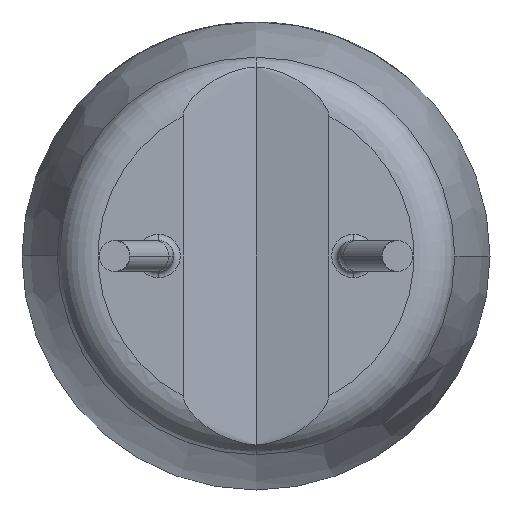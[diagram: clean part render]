
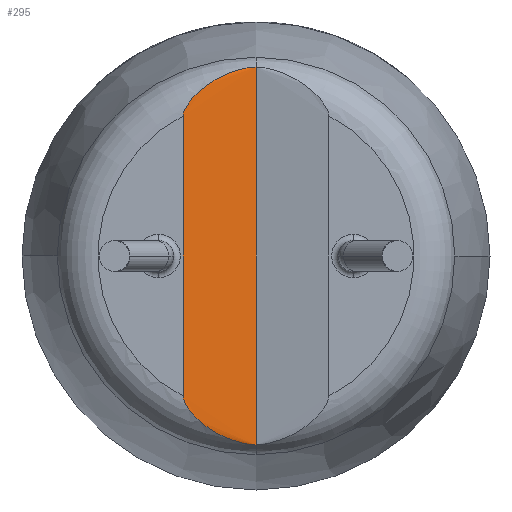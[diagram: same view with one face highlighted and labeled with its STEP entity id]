
A CAD part, front view. The second image highlights one B-rep face of the part: STEP entity #295.
In plain terms, the highlighted free-form (B-spline) face has degree [3, 1] with [4, 2] control points.
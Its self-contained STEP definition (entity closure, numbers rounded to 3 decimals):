
#5 = VERTEX_POINT ( 'NONE', #1474 ) ;
#70 = EDGE_CURVE ( 'NONE', #5, #722, #1619, .T. ) ;
#124 = CARTESIAN_POINT ( 'NONE',  ( -0.14, 0.238, -3.381 ) ) ;
#142 = CARTESIAN_POINT ( 'NONE',  ( -1.007, 0.062, -2.976 ) ) ;
#226 = CARTESIAN_POINT ( 'NONE',  ( -0.343, 0.205, 3.333 ) ) ;
#295 = ADVANCED_FACE ( 'NONE', ( #2203 ), #353, .F. ) ;
#341 = CARTESIAN_POINT ( 'NONE',  ( -1.308, 0., 2.516 ) ) ;
#353 = B_SPLINE_SURFACE_WITH_KNOTS ( 'NONE', 3, 1, ( 
 ( #3082, #1008 ),
 ( #3924, #976 ),
 ( #3529, #1318 ),
 ( #2465, #1305 ) ),
 .UNSPECIFIED., .F., .F., .F.,
 ( 4, 4 ),
 ( 2, 2 ),
 ( 0., 1. ),
 ( 0., 1. ),
 .UNSPECIFIED. ) ;
#386 = VECTOR ( 'NONE', #1681, 1000. ) ;
#440 = CARTESIAN_POINT ( 'NONE',  ( -1.308, 0., -4.2 ) ) ;
#481 = CARTESIAN_POINT ( 'NONE',  ( -0.539, 0.167, -3.266 ) ) ;
#586 = CARTESIAN_POINT ( 'NONE',  ( -0.276, 0.218, 3.352 ) ) ;
#684 = CARTESIAN_POINT ( 'NONE',  ( 0., 0.25, 3.393 ) ) ;
#722 = VERTEX_POINT ( 'NONE', #1606 ) ;
#844 = CARTESIAN_POINT ( 'NONE',  ( -1.27, 0.007, -2.651 ) ) ;
#872 = CARTESIAN_POINT ( 'NONE',  ( -0.344, 0.205, -3.333 ) ) ;
#904 = CARTESIAN_POINT ( 'NONE',  ( -0.277, 0.217, -3.352 ) ) ;
#928 = CARTESIAN_POINT ( 'NONE',  ( -0.071, 0.248, 3.391 ) ) ;
#967 = CARTESIAN_POINT ( 'NONE',  ( -1.196, 0.021, 2.77 ) ) ;
#976 = CARTESIAN_POINT ( 'NONE',  ( -0.312, 0.24, 3.434 ) ) ;
#1008 = CARTESIAN_POINT ( 'NONE',  ( 0., 0.25, 3.434 ) ) ;
#1305 = CARTESIAN_POINT ( 'NONE',  ( -1.308, 0., 3.434 ) ) ;
#1306 = CARTESIAN_POINT ( 'NONE',  ( -0.539, 0.167, 3.266 ) ) ;
#1318 = CARTESIAN_POINT ( 'NONE',  ( -0.999, 0.053, 3.434 ) ) ;
#1467 = VERTEX_POINT ( 'NONE', #684 ) ;
#1474 = CARTESIAN_POINT ( 'NONE',  ( -1.308, 0., -2.516 ) ) ;
#1606 = CARTESIAN_POINT ( 'NONE',  ( -1.308, 0., 2.516 ) ) ;
#1619 = LINE ( 'NONE', #440, #3244 ) ;
#1662 = CARTESIAN_POINT ( 'NONE',  ( 0., 0.25, -4.2 ) ) ;
#1681 = DIRECTION ( 'NONE',  ( 0., 0., 1. ) ) ;
#1694 = CARTESIAN_POINT ( 'NONE',  ( -1.007, 0.062, 2.977 ) ) ;
#1730 = B_SPLINE_CURVE_WITH_KNOTS ( 'NONE', 3,
 ( #3751, #1928, #3853, #844, #1958, #3077, #2679, #142, #3094, #2713, #481, #872, #904, #124, #3488, #3807 ),
 .UNSPECIFIED., .F., .F.,
 ( 4, 2, 2, 2, 2, 2, 2, 4 ),
 ( 0., 0., 0., 0., 0.001, 0.001, 0.001, 0.002 ),
 .UNSPECIFIED. ) ;
#1900 = ORIENTED_EDGE ( 'NONE', *, *, #4687, .T. ) ;
#1928 = CARTESIAN_POINT ( 'NONE',  ( -1.308, 0., -2.552 ) ) ;
#1958 = CARTESIAN_POINT ( 'NONE',  ( -1.252, 0.01, -2.682 ) ) ;
#2024 = ORIENTED_EDGE ( 'NONE', *, *, #4216, .T. ) ;
#2073 = EDGE_CURVE ( 'NONE', #5, #3130, #1730, .T. ) ;
#2095 = CARTESIAN_POINT ( 'NONE',  ( -1.252, 0.01, 2.682 ) ) ;
#2153 = CARTESIAN_POINT ( 'NONE',  ( 0., 0.25, -3.393 ) ) ;
#2203 = FACE_OUTER_BOUND ( 'NONE', #3383, .T. ) ;
#2432 = CARTESIAN_POINT ( 'NONE',  ( -1.151, 0.031, 2.824 ) ) ;
#2465 = CARTESIAN_POINT ( 'NONE',  ( -1.308, 0., -3.434 ) ) ;
#2467 = CARTESIAN_POINT ( 'NONE',  ( -1.27, 0.007, 2.651 ) ) ;
#2679 = CARTESIAN_POINT ( 'NONE',  ( -1.151, 0.031, -2.825 ) ) ;
#2713 = CARTESIAN_POINT ( 'NONE',  ( -0.663, 0.14, -3.208 ) ) ;
#2807 = CARTESIAN_POINT ( 'NONE',  ( -1.297, 0.002, 2.586 ) ) ;
#3077 = CARTESIAN_POINT ( 'NONE',  ( -1.196, 0.021, -2.77 ) ) ;
#3082 = CARTESIAN_POINT ( 'NONE',  ( 0., 0.25, -3.434 ) ) ;
#3094 = CARTESIAN_POINT ( 'NONE',  ( -0.898, 0.087, -3.062 ) ) ;
#3130 = VERTEX_POINT ( 'NONE', #2153 ) ;
#3203 = CARTESIAN_POINT ( 'NONE',  ( 0., 0.25, 3.393 ) ) ;
#3244 = VECTOR ( 'NONE', #4094, 1000. ) ;
#3333 = B_SPLINE_CURVE_WITH_KNOTS ( 'NONE', 3,
 ( #3203, #928, #4612, #586, #226, #1306, #3926, #3891, #1694, #2432, #967, #2095, #2467, #2807, #3994, #341 ),
 .UNSPECIFIED., .F., .F.,
 ( 4, 2, 2, 2, 2, 2, 2, 4 ),
 ( 0., 0., 0., 0.001, 0.001, 0.001, 0.002, 0.002 ),
 .UNSPECIFIED. ) ;
#3383 = EDGE_LOOP ( 'NONE', ( #3503, #2024, #1900, #3761 ) ) ;
#3488 = CARTESIAN_POINT ( 'NONE',  ( -0.071, 0.248, -3.391 ) ) ;
#3499 = LINE ( 'NONE', #1662, #386 ) ;
#3503 = ORIENTED_EDGE ( 'NONE', *, *, #2073, .T. ) ;
#3529 = CARTESIAN_POINT ( 'NONE',  ( -0.999, 0.053, -3.434 ) ) ;
#3751 = CARTESIAN_POINT ( 'NONE',  ( -1.308, 0., -2.516 ) ) ;
#3761 = ORIENTED_EDGE ( 'NONE', *, *, #70, .F. ) ;
#3807 = CARTESIAN_POINT ( 'NONE',  ( 0., 0.25, -3.393 ) ) ;
#3853 = CARTESIAN_POINT ( 'NONE',  ( -1.297, 0.002, -2.586 ) ) ;
#3891 = CARTESIAN_POINT ( 'NONE',  ( -0.897, 0.087, 3.063 ) ) ;
#3924 = CARTESIAN_POINT ( 'NONE',  ( -0.312, 0.24, -3.434 ) ) ;
#3926 = CARTESIAN_POINT ( 'NONE',  ( -0.663, 0.139, 3.208 ) ) ;
#3994 = CARTESIAN_POINT ( 'NONE',  ( -1.308, 0., 2.552 ) ) ;
#4094 = DIRECTION ( 'NONE',  ( 0., 0., 1. ) ) ;
#4216 = EDGE_CURVE ( 'NONE', #3130, #1467, #3499, .T. ) ;
#4612 = CARTESIAN_POINT ( 'NONE',  ( -0.14, 0.238, 3.381 ) ) ;
#4687 = EDGE_CURVE ( 'NONE', #1467, #722, #3333, .T. ) ;
